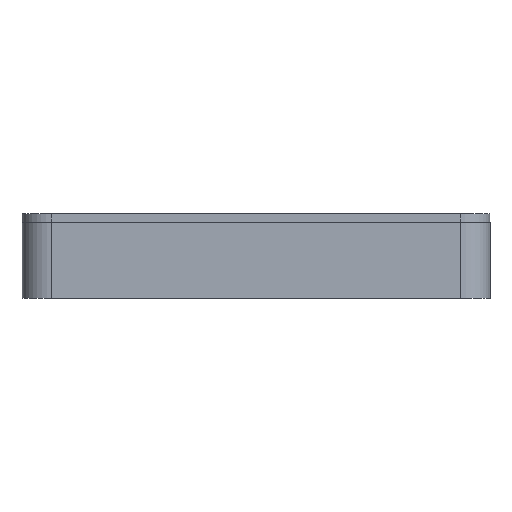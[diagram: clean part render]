
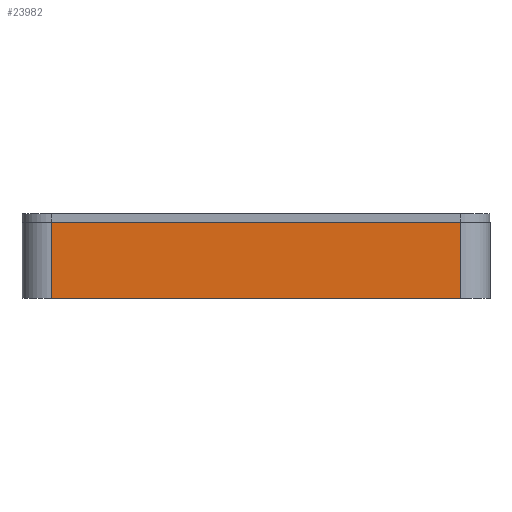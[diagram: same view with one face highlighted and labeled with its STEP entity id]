
A CAD part, front view. The second image highlights one B-rep face of the part: STEP entity #23982.
In plain terms, the highlighted planar face has unit normal (0, -1, 0).
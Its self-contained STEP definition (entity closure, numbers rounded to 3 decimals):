
#1222=PLANE('',#25586);
#2122=FACE_OUTER_BOUND('',#3509,.T.);
#3509=EDGE_LOOP('',(#16696,#16697,#16698,#16699));
#5088=LINE('',#33626,#7676);
#5096=LINE('',#33653,#7684);
#5098=LINE('',#33659,#7686);
#5099=LINE('',#33660,#7687);
#7676=VECTOR('',#27407,10.);
#7684=VECTOR('',#27433,10.);
#7686=VECTOR('',#27439,10.);
#7687=VECTOR('',#27440,10.);
#10831=VERTEX_POINT('',#33623);
#10832=VERTEX_POINT('',#33625);
#10842=VERTEX_POINT('',#33652);
#10844=VERTEX_POINT('',#33658);
#13148=EDGE_CURVE('',#10831,#10832,#5088,.T.);
#13162=EDGE_CURVE('',#10832,#10842,#5096,.T.);
#13165=EDGE_CURVE('',#10844,#10831,#5098,.T.);
#13166=EDGE_CURVE('',#10842,#10844,#5099,.T.);
#16696=ORIENTED_EDGE('',*,*,#13162,.F.);
#16697=ORIENTED_EDGE('',*,*,#13148,.F.);
#16698=ORIENTED_EDGE('',*,*,#13165,.F.);
#16699=ORIENTED_EDGE('',*,*,#13166,.F.);
#23982=ADVANCED_FACE('',(#2122),#1222,.T.);
#25586=AXIS2_PLACEMENT_3D('',#33657,#27437,#27438);
#27407=DIRECTION('',(1.,0.,0.));
#27433=DIRECTION('',(0.,0.,-1.));
#27437=DIRECTION('center_axis',(0.,-1.,0.));
#27438=DIRECTION('ref_axis',(1.,0.,0.));
#27439=DIRECTION('',(0.,0.,1.));
#27440=DIRECTION('',(-1.,0.,0.));
#33623=CARTESIAN_POINT('',(-4.5,-9.5,13.));
#33625=CARTESIAN_POINT('',(65.3,-9.5,13.));
#33626=CARTESIAN_POINT('',(70.3,-9.5,13.));
#33652=CARTESIAN_POINT('',(65.3,-9.5,0.));
#33653=CARTESIAN_POINT('',(65.3,-9.5,0.));
#33657=CARTESIAN_POINT('Origin',(-9.5,-9.5,0.));
#33658=CARTESIAN_POINT('',(-4.5,-9.5,0.));
#33659=CARTESIAN_POINT('',(-4.5,-9.5,0.));
#33660=CARTESIAN_POINT('',(70.3,-9.5,0.));
